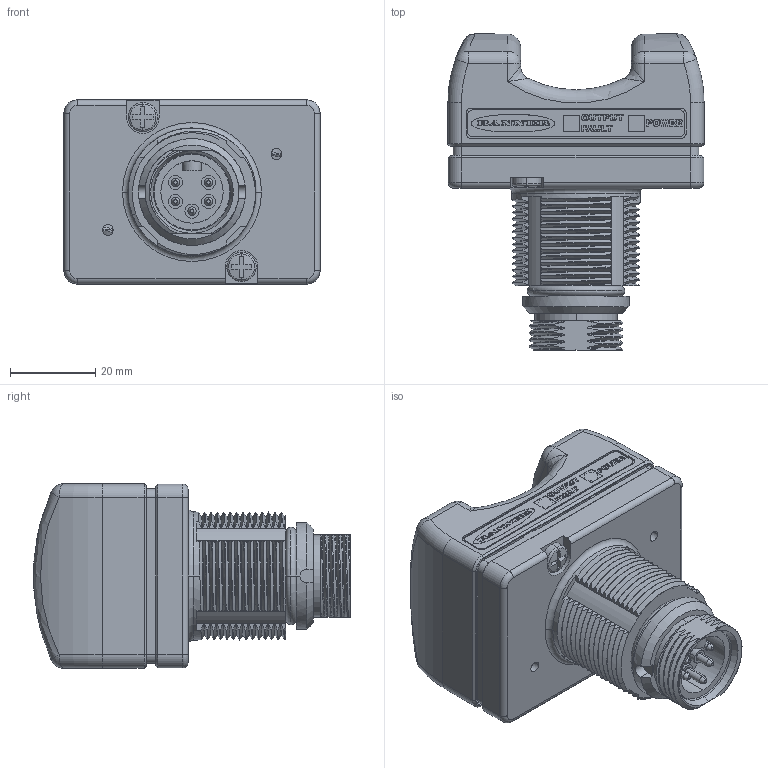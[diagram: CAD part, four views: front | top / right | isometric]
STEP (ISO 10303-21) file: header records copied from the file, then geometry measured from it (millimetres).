
FILE_DESCRIPTION((''),'2;1');
FILE_NAME('155337_SW','2011-02-01T',('banengservice'),('BANNER ENGINEERING'),'PRO/ENGINEER BY PARAMETRIC TECHNOLOGY CORPORATION, 2009141','PRO/ENGINEER BY PARAMETRIC TECHNOLOGY CORPORATION, 2009141','');
FILE_SCHEMA(('CONFIG_CONTROL_DESIGN'));
Products named in the file (1): 155337_SW
Bounding box: 59.99 x 74.1 x 43.18 mm (x, y, z)
Volume: 47179.4 mm3; surface area: 35247.7 mm2
Topology: 1 solids, 1 shells, 1785 faces, 4774 edges, 3031 vertices
Faces by surface type: cylinder 632, plane 537, bspline 330, extrusion 81, sphere 80, torus 79, cone 46
Entity records: 84275 total; most frequent: CARTESIAN_POINT 42528, ORIENTED_EDGE 9496, DIRECTION 7451, EDGE_CURVE 4748, VERTEX_POINT 3031, AXIS2_PLACEMENT_3D 2578, VECTOR 2295, LINE 2214
